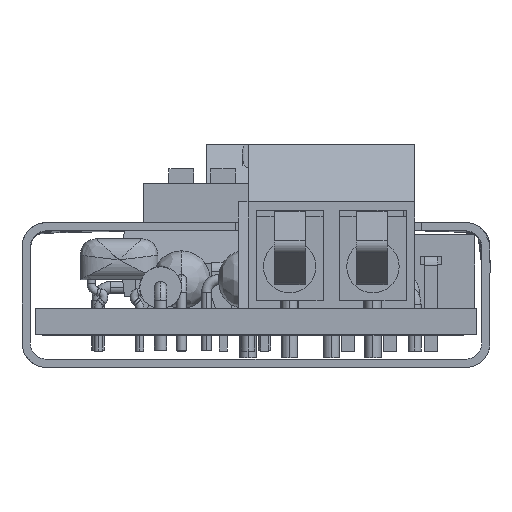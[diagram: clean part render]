
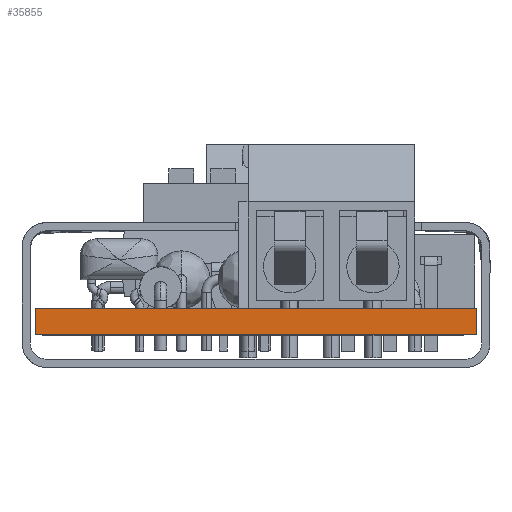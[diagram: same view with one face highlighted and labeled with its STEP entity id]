
A CAD part, front view. The second image highlights one B-rep face of the part: STEP entity #35855.
In plain terms, the highlighted face is planar.
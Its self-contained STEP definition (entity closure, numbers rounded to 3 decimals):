
#24 = VERTEX_POINT ( 'NONE', #57873 ) ;
#610 = VERTEX_POINT ( 'NONE', #111945 ) ;
#1576 = ORIENTED_EDGE ( 'NONE', *, *, #80781, .F. ) ;
#3728 = LINE ( 'NONE', #48329, #107798 ) ;
#5283 = EDGE_LOOP ( 'NONE', ( #20039, #32087, #1576, #31929 ) ) ;
#13612 = FACE_OUTER_BOUND ( 'NONE', #5283, .T. ) ;
#15892 = DIRECTION ( 'NONE',  ( 0., -1., 0. ) ) ;
#17017 = CARTESIAN_POINT ( 'NONE',  ( -31.369, 1.6, 13.462 ) ) ;
#20039 = ORIENTED_EDGE ( 'NONE', *, *, #91266, .T. ) ;
#20096 = AXIS2_PLACEMENT_3D ( 'NONE', #39970, #41087, #74820 ) ;
#21675 = CARTESIAN_POINT ( 'NONE',  ( -31.369, 0., -13.462 ) ) ;
#22633 = EDGE_CURVE ( 'NONE', #24, #46063, #76522, .T. ) ;
#31929 = ORIENTED_EDGE ( 'NONE', *, *, #42288, .T. ) ;
#32087 = ORIENTED_EDGE ( 'NONE', *, *, #22633, .F. ) ;
#33982 = DIRECTION ( 'NONE',  ( 0., 0., 1. ) ) ;
#35855 = ADVANCED_FACE ( 'NONE', ( #13612 ), #83344, .F. ) ;
#39970 = CARTESIAN_POINT ( 'NONE',  ( -31.369, 1.6, 13.462 ) ) ;
#41087 = DIRECTION ( 'NONE',  ( 1., 0., 0. ) ) ;
#42288 = EDGE_CURVE ( 'NONE', #610, #42689, #84915, .T. ) ;
#42689 = VERTEX_POINT ( 'NONE', #21675 ) ;
#46063 = VERTEX_POINT ( 'NONE', #50663 ) ;
#46665 = DIRECTION ( 'NONE',  ( 0., 0., 1. ) ) ;
#48329 = CARTESIAN_POINT ( 'NONE',  ( -31.369, 0., 13.462 ) ) ;
#50240 = VECTOR ( 'NONE', #33982, 1000. ) ;
#50663 = CARTESIAN_POINT ( 'NONE',  ( -31.369, 0., 13.462 ) ) ;
#50859 = VECTOR ( 'NONE', #15892, 1000. ) ;
#57873 = CARTESIAN_POINT ( 'NONE',  ( -31.369, 1.6, 13.462 ) ) ;
#58614 = LINE ( 'NONE', #76860, #50240 ) ;
#67228 = DIRECTION ( 'NONE',  ( 0., -1., 0. ) ) ;
#74820 = DIRECTION ( 'NONE',  ( 0., 0., -1. ) ) ;
#76522 = LINE ( 'NONE', #17017, #50859 ) ;
#76860 = CARTESIAN_POINT ( 'NONE',  ( -31.369, 1.6, 13.462 ) ) ;
#78608 = CARTESIAN_POINT ( 'NONE',  ( -31.369, 1.6, -13.462 ) ) ;
#80781 = EDGE_CURVE ( 'NONE', #610, #24, #58614, .T. ) ;
#83344 = PLANE ( 'NONE',  #20096 ) ;
#84915 = LINE ( 'NONE', #78608, #91181 ) ;
#91181 = VECTOR ( 'NONE', #67228, 1000. ) ;
#91266 = EDGE_CURVE ( 'NONE', #42689, #46063, #3728, .T. ) ;
#107798 = VECTOR ( 'NONE', #46665, 1000. ) ;
#111945 = CARTESIAN_POINT ( 'NONE',  ( -31.369, 1.6, -13.462 ) ) ;
